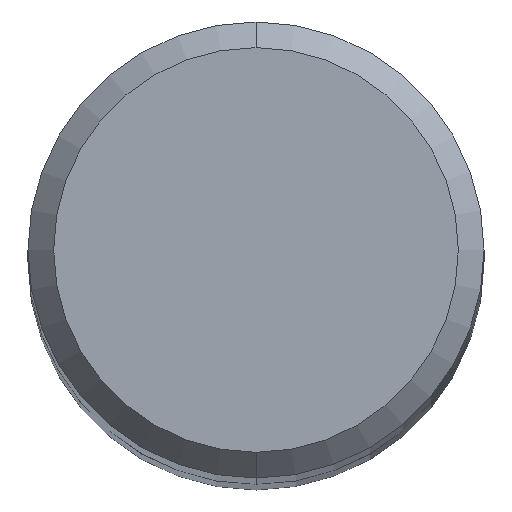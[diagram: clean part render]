
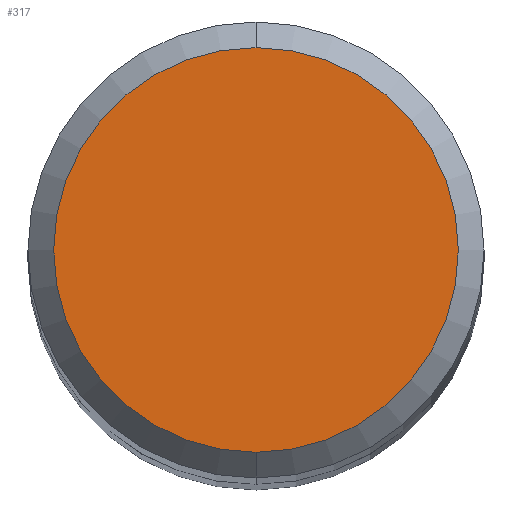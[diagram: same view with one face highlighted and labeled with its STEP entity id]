
A CAD part, top view. The second image highlights one B-rep face of the part: STEP entity #317.
In plain terms, the highlighted planar face has unit normal (0, 0, 1).
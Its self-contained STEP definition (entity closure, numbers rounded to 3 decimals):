
#183=EDGE_CURVE('',#241,#269,#459,.T.);
#233=EDGE_CURVE('',#269,#241,#513,.T.);
#241=VERTEX_POINT('',#523);
#269=VERTEX_POINT('',#551);
#317=ADVANCED_FACE('',(#603),#604,.T.);
#459=CIRCLE('',#798,3.15);
#513=CIRCLE('',#954,3.15);
#523=CARTESIAN_POINT('',(0.0,3.15,0.0));
#551=CARTESIAN_POINT('',(0.,-3.15,0.0));
#603=FACE_OUTER_BOUND('',#1126,.T.);
#604=PLANE('',#1127);
#798=AXIS2_PLACEMENT_3D('',#1331,#1332,#1333);
#954=AXIS2_PLACEMENT_3D('',#1378,#1379,#1380);
#1126=EDGE_LOOP('',(#1450,#1451));
#1127=AXIS2_PLACEMENT_3D('',#1452,#1453,#1454);
#1331=CARTESIAN_POINT('',(0.0,0.0,0.0));
#1332=DIRECTION('',(0.0,0.0,-1.0));
#1333=DIRECTION('',(0.0,1.0,0.0));
#1378=CARTESIAN_POINT('',(0.0,0.0,0.0));
#1379=DIRECTION('',(0.0,0.0,-1.0));
#1380=DIRECTION('',(0.0,1.0,0.0));
#1450=ORIENTED_EDGE('',*,*,#183,.F.);
#1451=ORIENTED_EDGE('',*,*,#233,.F.);
#1452=CARTESIAN_POINT('',(0.0,1.575,0.0));
#1453=DIRECTION('',(-0.0,0.0,1.0));
#1454=DIRECTION('',(0.0,-1.0,0.0));
